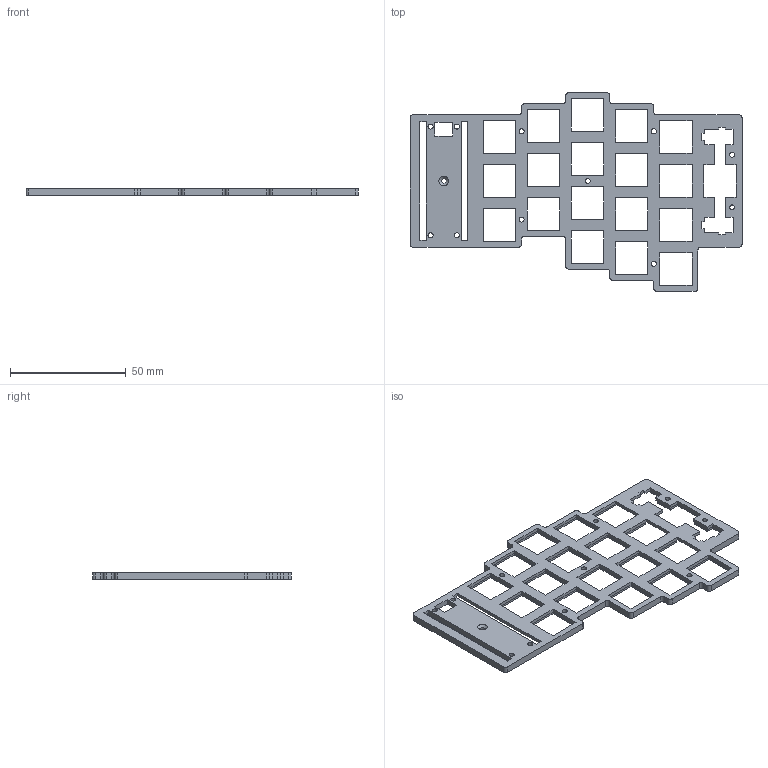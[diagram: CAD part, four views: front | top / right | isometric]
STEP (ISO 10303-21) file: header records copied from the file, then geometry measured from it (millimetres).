
FILE_DESCRIPTION(('HOOPS Exchange Step'),'2;1');
FILE_NAME('temp_export','2024-12-22T00:25:26-05:00',('jscotto'),('Shapr3D Limited'),'HOOPS Exchange 2024.6','Shapr3D','Authorized');
FILE_SCHEMA( ('AP242_MANAGED_MODEL_BASED_3D_ENGINEERING_MIM_LF {1 0 10303 442 1 1 4 }') );
Length unit declared in the file: millimetre
Products named in the file (1): Plate (3x5)
Bounding box: 143.45 x 85.72 x 3 mm (x, y, z)
Volume: 12439.2 mm3; surface area: 15494.6 mm2
Topology: 1 solids, 1 shells, 284 faces, 803 edges, 536 vertices
Faces by surface type: plane 245, cylinder 38, cone 1
Full cylindrical faces by diameter (mm): 2 x1, 2.2 x11
Entity records: 9259 total; most frequent: CARTESIAN_POINT 1625, ORIENTED_EDGE 1606, DIRECTION 1459, EDGE_CURVE 803, VECTOR 719, LINE 719, VERTEX_POINT 536, AXIS2_PLACEMENT_3D 370
